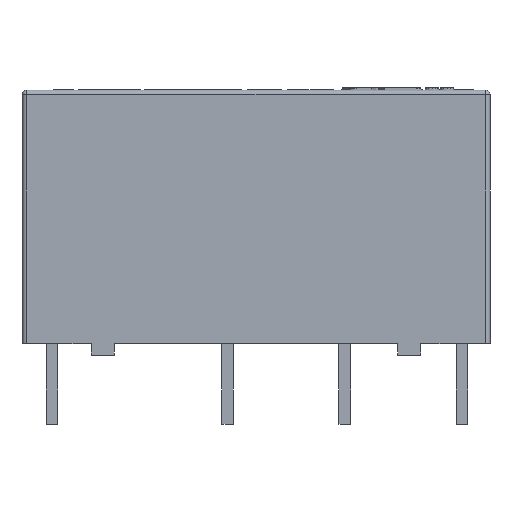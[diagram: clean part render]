
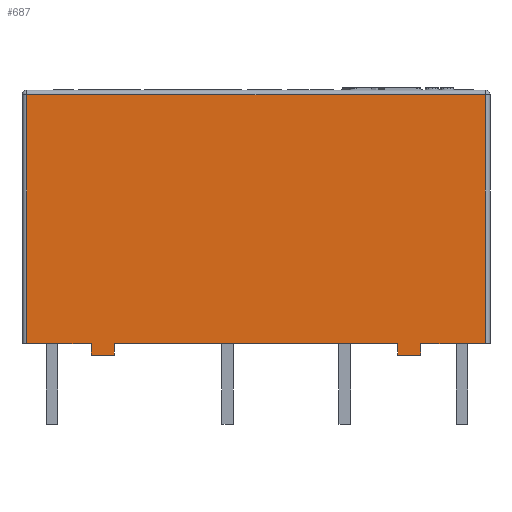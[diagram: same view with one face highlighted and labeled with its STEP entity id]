
A CAD part, front view. The second image highlights one B-rep face of the part: STEP entity #687.
In plain terms, the highlighted planar face has unit normal (0, -1, 0).
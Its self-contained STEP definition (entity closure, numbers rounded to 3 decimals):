
#79 = VERTEX_POINT('',#80);
#80 = CARTESIAN_POINT('',(-10.,-5.01,0.5));
#87 = EDGE_CURVE('',#88,#79,#90,.T.);
#88 = VERTEX_POINT('',#89);
#89 = CARTESIAN_POINT('',(-7.2,-5.01,0.5));
#90 = LINE('',#91,#92);
#91 = CARTESIAN_POINT('',(10.1,-5.01,0.5));
#92 = VECTOR('',#93,1.);
#93 = DIRECTION('',(-1.,0.,0.));
#112 = VERTEX_POINT('',#113);
#113 = CARTESIAN_POINT('',(-6.2,-5.01,0.5));
#119 = EDGE_CURVE('',#120,#112,#122,.T.);
#120 = VERTEX_POINT('',#121);
#121 = CARTESIAN_POINT('',(6.1,-5.01,0.5));
#122 = LINE('',#123,#124);
#123 = CARTESIAN_POINT('',(10.1,-5.01,0.5));
#124 = VECTOR('',#125,1.);
#125 = DIRECTION('',(-1.,0.,0.));
#144 = VERTEX_POINT('',#145);
#145 = CARTESIAN_POINT('',(7.1,-5.01,0.5));
#151 = EDGE_CURVE('',#152,#144,#154,.T.);
#152 = VERTEX_POINT('',#153);
#153 = CARTESIAN_POINT('',(9.9,-5.01,0.5));
#154 = LINE('',#155,#156);
#155 = CARTESIAN_POINT('',(10.1,-5.01,0.5));
#156 = VECTOR('',#157,1.);
#157 = DIRECTION('',(-1.,0.,0.));
#545 = EDGE_CURVE('',#79,#546,#548,.T.);
#546 = VERTEX_POINT('',#547);
#547 = CARTESIAN_POINT('',(-10.,-5.01,11.3));
#548 = LINE('',#549,#550);
#549 = CARTESIAN_POINT('',(-10.,-5.01,0.5));
#550 = VECTOR('',#551,1.);
#551 = DIRECTION('',(0.,0.,1.));
#687 = ADVANCED_FACE('',(#688),#752,.F.);
#688 = FACE_BOUND('',#689,.F.);
#689 = EDGE_LOOP('',(#690,#691,#692,#700,#706,#707,#715,#723,#729,#730,
    #738,#746));
#690 = ORIENTED_EDGE('',*,*,#87,.T.);
#691 = ORIENTED_EDGE('',*,*,#545,.T.);
#692 = ORIENTED_EDGE('',*,*,#693,.F.);
#693 = EDGE_CURVE('',#694,#546,#696,.T.);
#694 = VERTEX_POINT('',#695);
#695 = CARTESIAN_POINT('',(9.9,-5.01,11.3));
#696 = LINE('',#697,#698);
#697 = CARTESIAN_POINT('',(10.1,-5.01,11.3));
#698 = VECTOR('',#699,1.);
#699 = DIRECTION('',(-1.,0.,0.));
#700 = ORIENTED_EDGE('',*,*,#701,.F.);
#701 = EDGE_CURVE('',#152,#694,#702,.T.);
#702 = LINE('',#703,#704);
#703 = CARTESIAN_POINT('',(9.9,-5.01,0.5));
#704 = VECTOR('',#705,1.);
#705 = DIRECTION('',(0.,0.,1.));
#706 = ORIENTED_EDGE('',*,*,#151,.T.);
#707 = ORIENTED_EDGE('',*,*,#708,.T.);
#708 = EDGE_CURVE('',#144,#709,#711,.T.);
#709 = VERTEX_POINT('',#710);
#710 = CARTESIAN_POINT('',(7.1,-5.01,0.));
#711 = LINE('',#712,#713);
#712 = CARTESIAN_POINT('',(7.1,-5.01,0.5));
#713 = VECTOR('',#714,1.);
#714 = DIRECTION('',(0.,0.,-1.));
#715 = ORIENTED_EDGE('',*,*,#716,.F.);
#716 = EDGE_CURVE('',#717,#709,#719,.T.);
#717 = VERTEX_POINT('',#718);
#718 = CARTESIAN_POINT('',(6.1,-5.01,0.));
#719 = LINE('',#720,#721);
#720 = CARTESIAN_POINT('',(6.1,-5.01,0.));
#721 = VECTOR('',#722,1.);
#722 = DIRECTION('',(1.,0.,0.));
#723 = ORIENTED_EDGE('',*,*,#724,.F.);
#724 = EDGE_CURVE('',#120,#717,#725,.T.);
#725 = LINE('',#726,#727);
#726 = CARTESIAN_POINT('',(6.1,-5.01,0.5));
#727 = VECTOR('',#728,1.);
#728 = DIRECTION('',(0.,0.,-1.));
#729 = ORIENTED_EDGE('',*,*,#119,.T.);
#730 = ORIENTED_EDGE('',*,*,#731,.T.);
#731 = EDGE_CURVE('',#112,#732,#734,.T.);
#732 = VERTEX_POINT('',#733);
#733 = CARTESIAN_POINT('',(-6.2,-5.01,0.));
#734 = LINE('',#735,#736);
#735 = CARTESIAN_POINT('',(-6.2,-5.01,0.5));
#736 = VECTOR('',#737,1.);
#737 = DIRECTION('',(0.,0.,-1.));
#738 = ORIENTED_EDGE('',*,*,#739,.F.);
#739 = EDGE_CURVE('',#740,#732,#742,.T.);
#740 = VERTEX_POINT('',#741);
#741 = CARTESIAN_POINT('',(-7.2,-5.01,0.));
#742 = LINE('',#743,#744);
#743 = CARTESIAN_POINT('',(-7.2,-5.01,0.));
#744 = VECTOR('',#745,1.);
#745 = DIRECTION('',(1.,0.,0.));
#746 = ORIENTED_EDGE('',*,*,#747,.F.);
#747 = EDGE_CURVE('',#88,#740,#748,.T.);
#748 = LINE('',#749,#750);
#749 = CARTESIAN_POINT('',(-7.2,-5.01,0.5));
#750 = VECTOR('',#751,1.);
#751 = DIRECTION('',(0.,0.,-1.));
#752 = PLANE('',#753);
#753 = AXIS2_PLACEMENT_3D('',#754,#755,#756);
#754 = CARTESIAN_POINT('',(10.1,-5.01,0.5));
#755 = DIRECTION('',(0.,1.,0.));
#756 = DIRECTION('',(0.,0.,1.));
